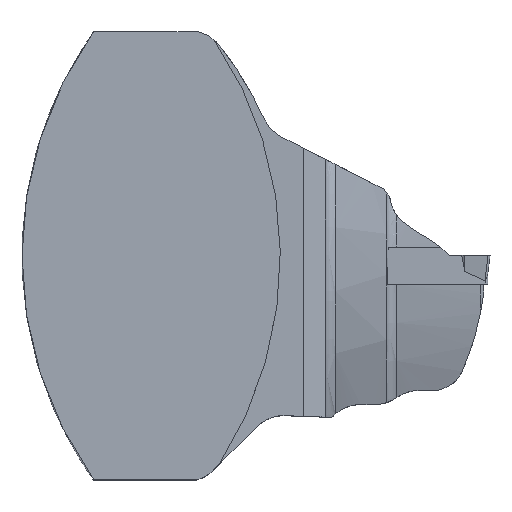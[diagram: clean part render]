
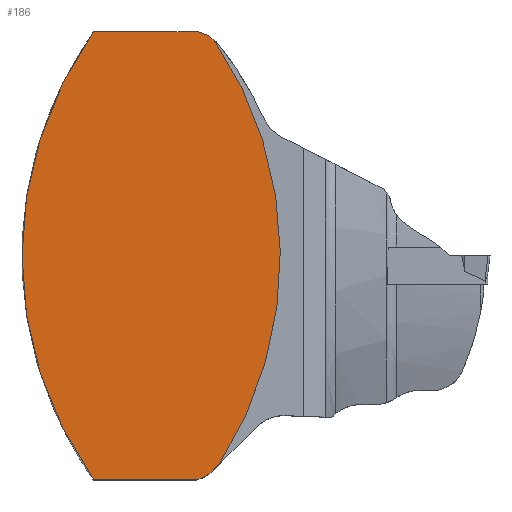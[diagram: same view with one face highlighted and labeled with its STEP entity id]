
A CAD part, top view. The second image highlights one B-rep face of the part: STEP entity #186.
In plain terms, the highlighted planar face has unit normal (0, 0, 1).
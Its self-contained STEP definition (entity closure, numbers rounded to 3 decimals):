
#130=PLANE('',#1626);
#186=ADVANCED_FACE('',(#281),#130,.F.);
#281=FACE_OUTER_BOUND('',#355,.T.);
#355=EDGE_LOOP('',(#901,#902,#903,#904,#905,#906,#907));
#409=LINE('',#2310,#517);
#429=LINE('',#2416,#537);
#440=LINE('',#2449,#548);
#517=VECTOR('',#1750,1.);
#537=VECTOR('',#1802,1.);
#548=VECTOR('',#1851,1.);
#632=CIRCLE('',#1600,60.25);
#636=CIRCLE('',#1612,60.25);
#637=CIRCLE('',#1621,6.1);
#638=CIRCLE('',#1625,6.5);
#901=ORIENTED_EDGE('',*,*,#1358,.F.);
#902=ORIENTED_EDGE('',*,*,#1385,.T.);
#903=ORIENTED_EDGE('',*,*,#1367,.T.);
#904=ORIENTED_EDGE('',*,*,#1374,.T.);
#905=ORIENTED_EDGE('',*,*,#1335,.F.);
#906=ORIENTED_EDGE('',*,*,#1382,.F.);
#907=ORIENTED_EDGE('',*,*,#1384,.F.);
#1185=VERTEX_POINT('',#2311);
#1186=VERTEX_POINT('',#2312);
#1203=VERTEX_POINT('',#2399);
#1204=VERTEX_POINT('',#2400);
#1206=VERTEX_POINT('',#2411);
#1208=VERTEX_POINT('',#2415);
#1211=VERTEX_POINT('',#2446);
#1335=EDGE_CURVE('',#1185,#1186,#409,.T.);
#1358=EDGE_CURVE('',#1203,#1204,#632,.T.);
#1367=EDGE_CURVE('',#1206,#1208,#429,.T.);
#1374=EDGE_CURVE('',#1208,#1186,#636,.T.);
#1382=EDGE_CURVE('',#1211,#1185,#637,.T.);
#1384=EDGE_CURVE('',#1204,#1211,#440,.T.);
#1385=EDGE_CURVE('',#1203,#1206,#638,.T.);
#1600=AXIS2_PLACEMENT_3D('',#2398,#1786,#1787);
#1612=AXIS2_PLACEMENT_3D('',#2429,#1821,#1822);
#1621=AXIS2_PLACEMENT_3D('',#2445,#1846,#1847);
#1625=AXIS2_PLACEMENT_3D('',#2452,#1856,#1857);
#1626=AXIS2_PLACEMENT_3D('',#2453,#1858,#1859);
#1750=DIRECTION('',(-1.,0.,0.));
#1786=DIRECTION('',(0.,0.,-1.));
#1787=DIRECTION('',(1.,0.,0.));
#1802=DIRECTION('',(-1.,0.,0.));
#1821=DIRECTION('',(0.,0.,1.));
#1822=DIRECTION('',(1.,0.,0.));
#1846=DIRECTION('',(0.,0.,-1.));
#1847=DIRECTION('',(1.,0.,0.));
#1851=DIRECTION('',(-0.703,-0.711,0.));
#1856=DIRECTION('',(0.,0.,1.));
#1857=DIRECTION('',(1.,0.,0.));
#1858=DIRECTION('',(0.,0.,-1.));
#1859=DIRECTION('',(1.,0.,0.));
#2310=CARTESIAN_POINT('',(-20.25,-35.,0.));
#2311=CARTESIAN_POINT('',(7.228,-35.,0.));
#2312=CARTESIAN_POINT('',(-8.891,-35.,0.));
#2398=CARTESIAN_POINT('',(-40.,0.,0.));
#2399=CARTESIAN_POINT('',(9.932,33.718,0.));
#2400=CARTESIAN_POINT('',(10.67,-32.597,0.));
#2411=CARTESIAN_POINT('',(7.4,35.,0.));
#2415=CARTESIAN_POINT('',(-8.891,35.,0.));
#2416=CARTESIAN_POINT('',(-20.25,35.,0.));
#2429=CARTESIAN_POINT('',(40.15,0.,0.));
#2445=CARTESIAN_POINT('',(5.5,-29.15,0.));
#2446=CARTESIAN_POINT('',(9.837,-33.44,0.));
#2449=CARTESIAN_POINT('',(9.837,-33.44,0.));
#2452=CARTESIAN_POINT('',(5.8,28.7,0.));
#2453=CARTESIAN_POINT('',(0.,0.,0.));
